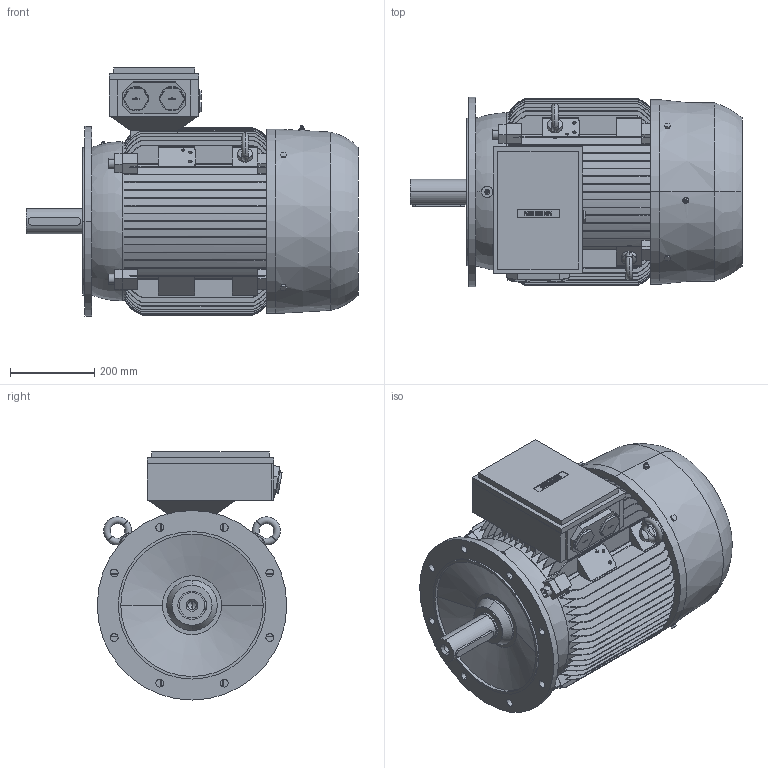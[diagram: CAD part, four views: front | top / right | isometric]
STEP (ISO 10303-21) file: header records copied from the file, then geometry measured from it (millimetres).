
FILE_DESCRIPTION(('STEP AP214'),'1');
FILE_NAME('cctmp_95E60D3F-FCA1-4C50-829E-E1BB82EBD35F_2023_06_26_14_45_31_0125..stp','2023-06-26T12:45:32',('SIEMENS A&D'),('CADClick - www.CADClick.com'),'Spatial InterOp 3D',' ','unknown authorization');
FILE_SCHEMA(('AUTOMOTIVE_DESIGN'));
Length unit declared in the file: millimetre
Products named in the file (1): 1
Bounding box: 788 x 450 x 589 mm (x, y, z)
Volume: 88130717.9 mm3; surface area: 2868965.2 mm2
Topology: 7 solids, 9 shells, 1147 faces, 3184 edges, 2102 vertices
Faces by surface type: plane 707, cylinder 250, torus 162, cone 28
Entity records: 56956 total; most frequent: CARTESIAN_POINT 18899, ORIENTED_EDGE 6364, DIRECTION 5486, EDGE_CURVE 3182, VERTEX_POINT 2102, LINE 1960, VECTOR 1960, AXIS2_PLACEMENT_3D 1763
